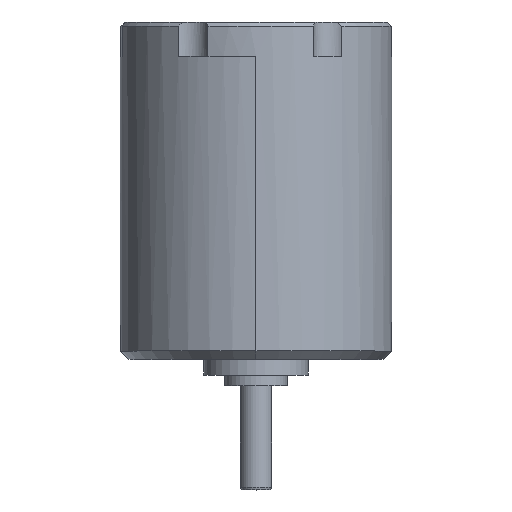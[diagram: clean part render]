
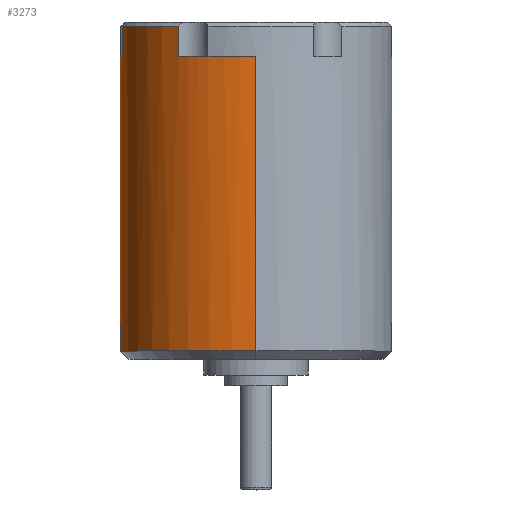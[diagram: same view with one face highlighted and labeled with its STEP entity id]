
A CAD part, top view. The second image highlights one B-rep face of the part: STEP entity #3273.
In plain terms, the highlighted cylindrical face has radius 13 mm (diameter 26 mm), a partial arc.
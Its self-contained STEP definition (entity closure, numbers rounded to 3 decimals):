
#207=CARTESIAN_POINT('',(0.,29.,0.));
#208=DIRECTION('',(0.,-1.,0.));
#209=DIRECTION('',(-0.987,0.,0.161));
#210=AXIS2_PLACEMENT_3D('',#207,#208,#209);
#217=CARTESIAN_POINT('',(0.,29.,0.));
#218=DIRECTION('',(0.,-1.,0.));
#219=DIRECTION('',(-0.633,0.,-0.774));
#220=AXIS2_PLACEMENT_3D('',#217,#218,#219);
#227=CARTESIAN_POINT('',(0.,29.,0.));
#228=DIRECTION('',(0.,-1.,0.));
#229=DIRECTION('',(-0.354,0.,0.935));
#230=AXIS2_PLACEMENT_3D('',#227,#228,#229);
#656=CARTESIAN_POINT('',(-12.953,31.9,-1.106));
#665=DIRECTION('',(0.,1.,0.));
#666=VECTOR('',#665,2.9);
#667=CARTESIAN_POINT('',(-8.228,29.,-10.065));
#668=LINE('',#667,#666);
#669=CARTESIAN_POINT('',(0.,31.9,0.));
#670=DIRECTION('',(0.,1.,0.));
#671=DIRECTION('',(-0.633,0.,-0.774));
#672=AXIS2_PLACEMENT_3D('',#669,#670,#671);
#674=DIRECTION('',(0.,-1.,0.));
#675=VECTOR('',#674,2.9);
#676=CARTESIAN_POINT('',(-12.953,31.9,-1.106));
#677=LINE('',#676,#675);
#678=DIRECTION('',(0.,1.,0.));
#679=VECTOR('',#678,2.9);
#680=CARTESIAN_POINT('',(-12.83,29.,2.093));
#681=LINE('',#680,#679);
#682=CARTESIAN_POINT('',(0.,29.,0.));
#683=DIRECTION('',(0.,1.,0.));
#684=DIRECTION('',(-0.354,0.,0.935));
#685=AXIS2_PLACEMENT_3D('',#682,#683,#684);
#687=DIRECTION('',(0.,-1.,0.));
#688=VECTOR('',#687,28.2);
#689=CARTESIAN_POINT('',(0.,29.,13.));
#690=LINE('',#689,#688);
#691=DIRECTION('',(0.,1.,0.));
#692=VECTOR('',#691,28.2);
#693=CARTESIAN_POINT('',(0.,0.8,-13.));
#694=LINE('',#693,#692);
#695=CARTESIAN_POINT('',(0.,29.,0.));
#696=DIRECTION('',(0.,1.,0.));
#697=DIRECTION('',(0.,0.,-1.));
#698=AXIS2_PLACEMENT_3D('',#695,#696,#697);
#705=CARTESIAN_POINT('',(-7.434,31.9,10.664));
#707=CARTESIAN_POINT('',(0.,31.9,0.));
#708=DIRECTION('',(0.,-1.,0.));
#709=DIRECTION('',(-0.572,0.,0.82));
#710=AXIS2_PLACEMENT_3D('',#707,#708,#709);
#719=DIRECTION('',(0.,1.,0.));
#720=VECTOR('',#719,2.9);
#721=CARTESIAN_POINT('',(-7.434,29.,10.664));
#722=LINE('',#721,#720);
#753=CARTESIAN_POINT('',(0.,0.8,0.));
#754=DIRECTION('',(0.,1.,0.));
#755=DIRECTION('',(0.,0.,-1.));
#756=AXIS2_PLACEMENT_3D('',#753,#754,#755);
#2050=CARTESIAN_POINT('',(0.,0.8,-13.));
#2052=VERTEX_POINT('',#2050);
#2054=CARTESIAN_POINT('',(0.,0.8,13.));
#2055=VERTEX_POINT('',#2054);
#2290=VERTEX_POINT('',#656);
#2291=CARTESIAN_POINT('',(-8.228,31.9,-10.065));
#2292=VERTEX_POINT('',#2291);
#2293=VERTEX_POINT('',#705);
#2294=CARTESIAN_POINT('',(-12.83,31.9,2.093));
#2295=VERTEX_POINT('',#2294);
#2448=CARTESIAN_POINT('',(0.,29.,-13.));
#2449=CARTESIAN_POINT('',(-5.519,29.,-11.771));
#2450=VERTEX_POINT('',#2448);
#2451=VERTEX_POINT('',#2449);
#2452=CARTESIAN_POINT('',(-4.602,29.,12.158));
#2453=CARTESIAN_POINT('',(0.,29.,13.));
#2454=VERTEX_POINT('',#2452);
#2455=VERTEX_POINT('',#2453);
#2468=CARTESIAN_POINT('',(-7.434,29.,10.664));
#2469=VERTEX_POINT('',#2468);
#2470=CARTESIAN_POINT('',(-12.83,29.,2.093));
#2471=CARTESIAN_POINT('',(-12.953,29.,-1.106));
#2472=VERTEX_POINT('',#2470);
#2473=VERTEX_POINT('',#2471);
#2474=CARTESIAN_POINT('',(-8.228,29.,-10.065));
#2475=VERTEX_POINT('',#2474);
#3249=CARTESIAN_POINT('',(0.,29.564,0.));
#3250=DIRECTION('',(0.,-1.,0.));
#3251=DIRECTION('',(0.,0.,-1.));
#3252=AXIS2_PLACEMENT_3D('',#3249,#3250,#3251);
#3253=CYLINDRICAL_SURFACE('',#3252,13.);
#3254=ORIENTED_EDGE('',*,*,#2753,.F.);
#3255=ORIENTED_EDGE('',*,*,#3213,.T.);
#3256=ORIENTED_EDGE('',*,*,#3225,.T.);
#3257=ORIENTED_EDGE('',*,*,#3238,.T.);
#3258=ORIENTED_EDGE('',*,*,#2741,.F.);
#3259=ORIENTED_EDGE('',*,*,#3244,.T.);
#3261=ORIENTED_EDGE('',*,*,#3260,.F.);
#3263=ORIENTED_EDGE('',*,*,#3262,.F.);
#3264=ORIENTED_EDGE('',*,*,#2765,.F.);
#3265=ORIENTED_EDGE('',*,*,#2838,.T.);
#3266=ORIENTED_EDGE('',*,*,#2836,.T.);
#3268=ORIENTED_EDGE('',*,*,#3267,.F.);
#3269=ORIENTED_EDGE('',*,*,#2832,.T.);
#3270=ORIENTED_EDGE('',*,*,#2830,.T.);
#3271=EDGE_LOOP('',(#3254,#3255,#3256,#3257,#3258,#3259,#3261,#3263,#3264,#3265,
#3266,#3268,#3269,#3270));
#3272=FACE_OUTER_BOUND('',#3271,.F.);
#3273=ADVANCED_FACE('',(#3272),#3253,.T.);
#211=CIRCLE('',#210,13.);
#221=CIRCLE('',#220,13.);
#231=CIRCLE('',#230,13.);
#673=CIRCLE('',#672,13.);
#686=CIRCLE('',#685,13.);
#699=CIRCLE('',#698,13.);
#711=CIRCLE('',#710,13.);
#757=CIRCLE('',#756,13.);
#2741=EDGE_CURVE('',#2472,#2473,#211,.T.);
#2753=EDGE_CURVE('',#2475,#2451,#221,.T.);
#2765=EDGE_CURVE('',#2454,#2469,#231,.T.);
#2830=EDGE_CURVE('',#2450,#2451,#699,.T.);
#2832=EDGE_CURVE('',#2052,#2450,#694,.T.);
#2836=EDGE_CURVE('',#2455,#2055,#690,.T.);
#2838=EDGE_CURVE('',#2454,#2455,#686,.T.);
#3213=EDGE_CURVE('',#2475,#2292,#668,.T.);
#3225=EDGE_CURVE('',#2292,#2290,#673,.T.);
#3238=EDGE_CURVE('',#2290,#2473,#677,.T.);
#3244=EDGE_CURVE('',#2472,#2295,#681,.T.);
#3260=EDGE_CURVE('',#2293,#2295,#711,.T.);
#3262=EDGE_CURVE('',#2469,#2293,#722,.T.);
#3267=EDGE_CURVE('',#2052,#2055,#757,.T.);
